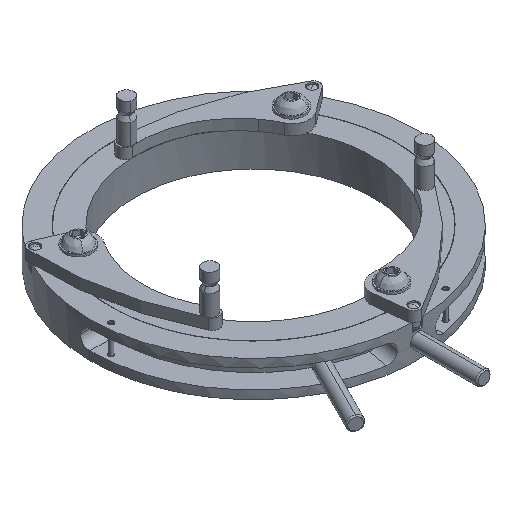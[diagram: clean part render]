
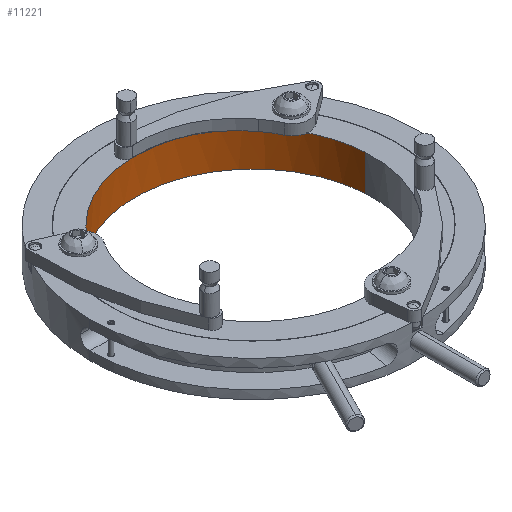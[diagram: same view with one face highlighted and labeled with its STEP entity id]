
A CAD part, isometric view. The second image highlights one B-rep face of the part: STEP entity #11221.
In plain terms, the highlighted free-form (B-spline) face has degree [1, 3] with [2, 4] control points.
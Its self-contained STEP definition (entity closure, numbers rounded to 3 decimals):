
#51 = CARTESIAN_POINT ( 'NONE',  ( -49.92, -2.833, -7.5 ) ) ;
#257 = ORIENTED_EDGE ( 'NONE', *, *, #16021, .T. ) ;
#334 = ORIENTED_EDGE ( 'NONE', *, *, #13820, .T. ) ;
#2668 = FACE_OUTER_BOUND ( 'NONE', #8966, .T. ) ;
#2765 = CARTESIAN_POINT ( 'NONE',  ( -55.586, 97.006, -7.5 ) ) ;
#2895 =( BOUNDED_SURFACE ( )  B_SPLINE_SURFACE ( 1, 3, ( 
 ( #10064, #9993, #2765, #11652 ),
 ( #7246, #2948, #5752, #13123 ) ),
 .UNSPECIFIED., .F., .F., .F. ) 
 B_SPLINE_SURFACE_WITH_KNOTS ( ( 2, 2 ),
 ( 4, 4 ),
 ( 0., 1. ),
 ( 0., 1. ),
 .UNSPECIFIED. ) 
 GEOMETRIC_REPRESENTATION_ITEM ( )  RATIONAL_B_SPLINE_SURFACE ( (
 ( 1., 0.333, 0.333, 1.),
 ( 1., 0.333, 0.333, 1.) ) ) 
 REPRESENTATION_ITEM ( '' )  SURFACE ( )  );
#2948 = CARTESIAN_POINT ( 'NONE',  ( 44.254, 102.672, 7.5 ) ) ;
#3160 = CARTESIAN_POINT ( 'NONE',  ( 49.92, 2.833, 7.5 ) ) ;
#4711 = CARTESIAN_POINT ( 'NONE',  ( 49.92, 2.833, 7.5 ) ) ;
#5307 = CARTESIAN_POINT ( 'NONE',  ( 49.92, 2.833, -7.5 ) ) ;
#5576 = EDGE_CURVE ( 'NONE', #7818, #16243, #14425, .T. ) ;
#5752 = CARTESIAN_POINT ( 'NONE',  ( -55.586, 97.006, 7.5 ) ) ;
#7246 = CARTESIAN_POINT ( 'NONE',  ( 49.92, 2.833, 7.5 ) ) ;
#7366 = CARTESIAN_POINT ( 'NONE',  ( -55.586, 97.006, -7.5 ) ) ;
#7644 = B_SPLINE_CURVE_WITH_KNOTS ( 'NONE', 1,
 ( #8663, #15787 ),
 .UNSPECIFIED., .F., .F.,
 ( 2, 2 ),
 ( 0., 1. ),
 .UNSPECIFIED. ) ;
#7659 = CARTESIAN_POINT ( 'NONE',  ( -55.586, 97.006, 7.5 ) ) ;
#7818 = VERTEX_POINT ( 'NONE', #5307 ) ;
#8217 = CARTESIAN_POINT ( 'NONE',  ( -49.92, -2.833, 7.5 ) ) ;
#8443 =( BOUNDED_CURVE ( )  B_SPLINE_CURVE ( 3, ( #13358, #14698, #7366, #9076 ),
 .UNSPECIFIED., .F., .F. ) 
 B_SPLINE_CURVE_WITH_KNOTS ( ( 4, 4 ),
 ( -3.198, -0.057 ),
 .UNSPECIFIED. ) 
 CURVE ( )  GEOMETRIC_REPRESENTATION_ITEM ( )  RATIONAL_B_SPLINE_CURVE ( ( 1., 0.333, 0.333, 1. ) ) 
 REPRESENTATION_ITEM ( '' )  );
#8451 = VERTEX_POINT ( 'NONE', #8217 ) ;
#8663 = CARTESIAN_POINT ( 'NONE',  ( -49.92, -2.833, -7.5 ) ) ;
#8966 = EDGE_LOOP ( 'NONE', ( #16282, #257, #14122, #334 ) ) ;
#9076 = CARTESIAN_POINT ( 'NONE',  ( -49.92, -2.833, -7.5 ) ) ;
#9993 = CARTESIAN_POINT ( 'NONE',  ( 44.254, 102.672, -7.5 ) ) ;
#10064 = CARTESIAN_POINT ( 'NONE',  ( 49.92, 2.833, -7.5 ) ) ;
#10202 =( BOUNDED_CURVE ( )  B_SPLINE_CURVE ( 3, ( #16452, #7659, #17848, #4711 ),
 .UNSPECIFIED., .F., .F. ) 
 B_SPLINE_CURVE_WITH_KNOTS ( ( 4, 4 ),
 ( -3.142, 0. ),
 .UNSPECIFIED. ) 
 CURVE ( )  GEOMETRIC_REPRESENTATION_ITEM ( )  RATIONAL_B_SPLINE_CURVE ( ( 1., 0.333, 0.333, 1. ) ) 
 REPRESENTATION_ITEM ( '' )  );
#11207 = VERTEX_POINT ( 'NONE', #51 ) ;
#11221 = ADVANCED_FACE ( 'NONE', ( #2668 ), #2895, .F. ) ;
#11246 = EDGE_CURVE ( 'NONE', #11207, #8451, #7644, .T. ) ;
#11652 = CARTESIAN_POINT ( 'NONE',  ( -49.92, -2.833, -7.5 ) ) ;
#11850 = CARTESIAN_POINT ( 'NONE',  ( 49.92, 2.833, -7.5 ) ) ;
#13123 = CARTESIAN_POINT ( 'NONE',  ( -49.92, -2.833, 7.5 ) ) ;
#13358 = CARTESIAN_POINT ( 'NONE',  ( 49.92, 2.833, -7.5 ) ) ;
#13820 = EDGE_CURVE ( 'NONE', #8451, #16243, #10202, .T. ) ;
#14122 = ORIENTED_EDGE ( 'NONE', *, *, #11246, .T. ) ;
#14425 = B_SPLINE_CURVE_WITH_KNOTS ( 'NONE', 1,
 ( #11850, #3160 ),
 .UNSPECIFIED., .F., .F.,
 ( 2, 2 ),
 ( 0., 1. ),
 .UNSPECIFIED. ) ;
#14432 = CARTESIAN_POINT ( 'NONE',  ( 49.92, 2.833, 7.5 ) ) ;
#14698 = CARTESIAN_POINT ( 'NONE',  ( 44.254, 102.672, -7.5 ) ) ;
#15787 = CARTESIAN_POINT ( 'NONE',  ( -49.92, -2.833, 7.5 ) ) ;
#16021 = EDGE_CURVE ( 'NONE', #7818, #11207, #8443, .T. ) ;
#16243 = VERTEX_POINT ( 'NONE', #14432 ) ;
#16282 = ORIENTED_EDGE ( 'NONE', *, *, #5576, .F. ) ;
#16452 = CARTESIAN_POINT ( 'NONE',  ( -49.92, -2.833, 7.5 ) ) ;
#17848 = CARTESIAN_POINT ( 'NONE',  ( 44.254, 102.672, 7.5 ) ) ;
